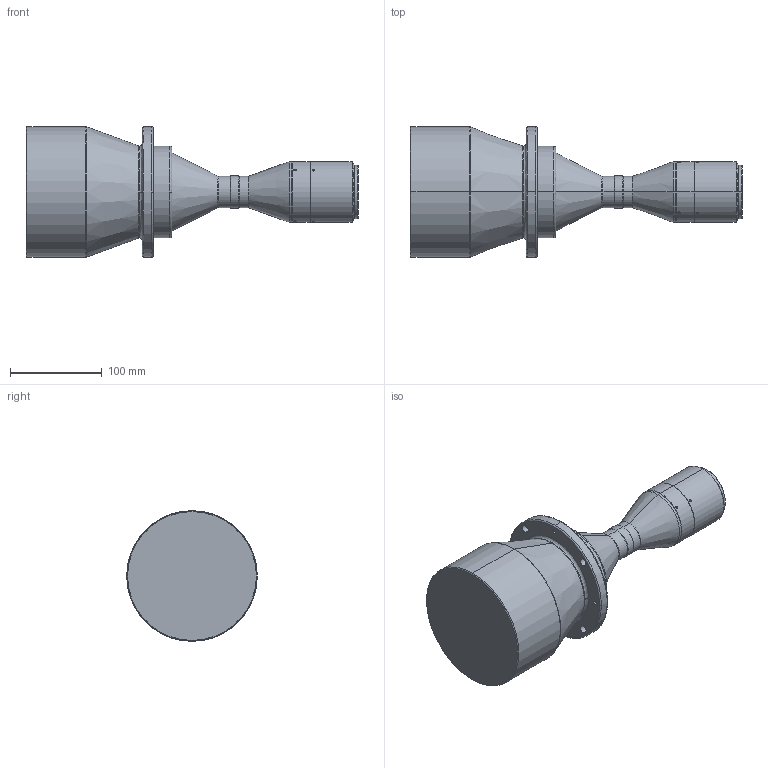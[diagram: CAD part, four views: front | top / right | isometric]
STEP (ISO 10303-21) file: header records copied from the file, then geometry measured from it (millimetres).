
FILE_DESCRIPTION (( 'STEP AP203' ), '1' );
FILE_NAME ('DTCM210-110-M58-AL.STEP', '2022-11-28T00:55:18', ( '' ), ( '' ), 'SwSTEP 2.0', 'SolidWorks 2017', '' );
FILE_SCHEMA (( 'CONFIG_CONTROL_DESIGN' ));
Length unit declared in the file: millimetre
Products named in the file (1): DTCM210-110-M58-AL
Bounding box: 361.1 x 142 x 142 mm (x, y, z)
Volume: 2597048.7 mm3; surface area: 142416.3 mm2
Topology: 1 solids, 1 shells, 109 faces, 264 edges, 160 vertices
Faces by surface type: cylinder 54, cone 28, bspline 16, plane 11
Entity records: 5075 total; most frequent: CARTESIAN_POINT 2514, DIRECTION 538, ORIENTED_EDGE 504, EDGE_CURVE 252, AXIS2_PLACEMENT_3D 228, VERTEX_POINT 160, EDGE_LOOP 140, CIRCLE 134
